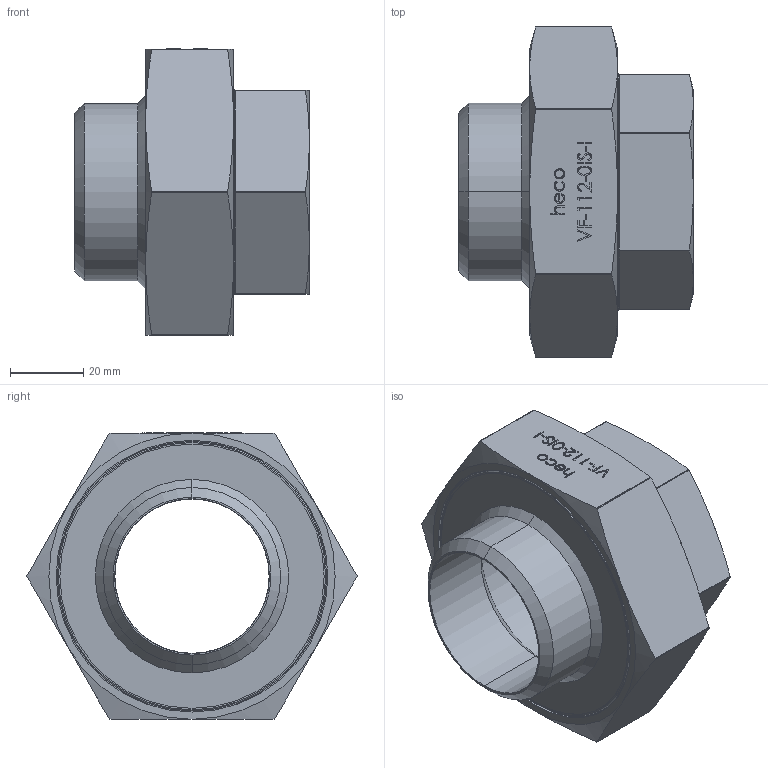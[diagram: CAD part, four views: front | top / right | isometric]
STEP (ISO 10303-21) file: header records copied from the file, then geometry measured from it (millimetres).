
FILE_DESCRIPTION (( 'STEP AP214' ), '1' );
FILE_NAME ('heco_VF-112-0IS-I.STEP', '2016-09-26T13:02:30', ( '' ), ( '' ), 'SwSTEP 2.0', 'SolidWorks 2016', '' );
FILE_SCHEMA (( 'AUTOMOTIVE_DESIGN' ));
Length unit declared in the file: millimetre
Products named in the file (1): heco_VF-112-0IS-I
Bounding box: 64 x 89.97 x 78.1 mm (x, y, z)
Volume: 112239.2 mm3; surface area: 30033.1 mm2
Topology: 1 solids, 1 shells, 265 faces, 667 edges, 424 vertices
Faces by surface type: plane 110, bspline 71, cylinder 50, cone 32, torus 2
Entity records: 13042 total; most frequent: CARTESIAN_POINT 5698, ORIENTED_EDGE 1322, DIRECTION 879, EDGE_CURVE 661, VERTEX_POINT 424, LINE 357, VECTOR 357, EDGE_LOOP 293
